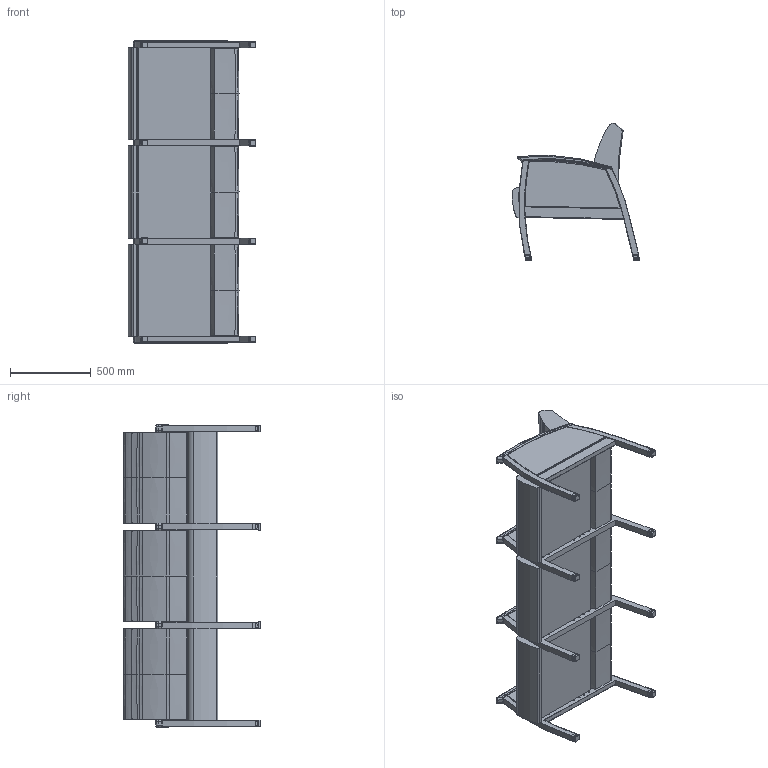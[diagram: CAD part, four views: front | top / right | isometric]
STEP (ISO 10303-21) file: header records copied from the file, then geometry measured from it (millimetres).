
FILE_DESCRIPTION(/* description */ (''),/* implementation_level */ '2;1');
FILE_NAME(/* name */ 'KOL30IPU.stp',/* time_stamp */ '2016-03-28T16:27:15-04:00',/* author */ ('emerkel'),/* organization */ (''),/* preprocessor_version */ 'ST-DEVELOPER v16.1',/* originating_system */ 'Autodesk Inventor 2016',/* authorisation */ '');
FILE_SCHEMA (('AUTOMOTIVE_DESIGN { 1 0 10303 214 3 1 1 }'));
Length unit declared in the file: inch
Products named in the file (9): KOL ARML-1; KOL ARMR-1; EV7000 MAC BLK; LEG CAP KOL; KOL10 NEW BACK; KOL10 SEAT; KOL ARMI-1; UPANEL KOL10; KOL30IPU
Assembly tree (26 placements, depth 2):
  KOL30IPU
    KOL ARML-1
    KOL ARMR-1
    EV7000 MAC BLK  x4
    LEG CAP KOL  x8
    KOL10 NEW BACK  x3
    KOL10 SEAT  x3
    KOL ARMI-1  x2
    UPANEL KOL10  x4
Bounding box: 788.92 x 846.23 x 1866.9 mm (x, y, z)
Volume: 291518953.1 mm3; surface area: 9129257.5 mm2
Topology: 28 solids, 28 shells, 1161 faces, 2962 edges, 1855 vertices
Faces by surface type: cylinder 443, plane 440, bspline 182, torus 64, sphere 32
Full cylindrical faces by diameter (mm): 6.35 x60
Entity records: 14422 total; most frequent: CARTESIAN_POINT 5117, ORIENTED_EDGE 1826, DIRECTION 1785, EDGE_CURVE 913, AXIS2_PLACEMENT_3D 699, VERTEX_POINT 621, EDGE_LOOP 522, LINE 387
